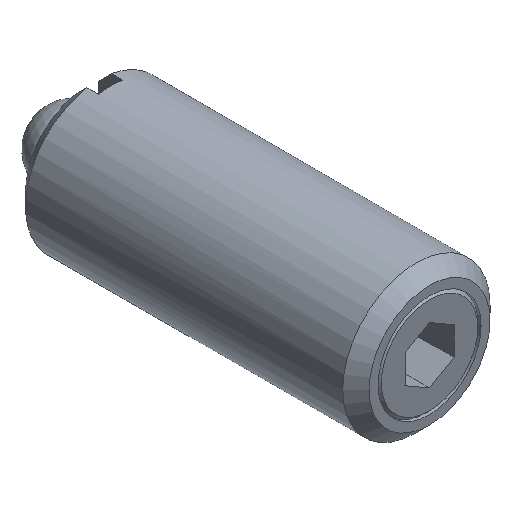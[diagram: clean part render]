
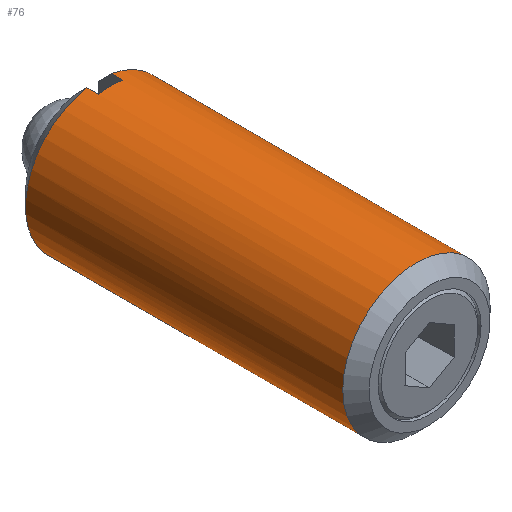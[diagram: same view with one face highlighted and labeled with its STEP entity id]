
A CAD part, isometric view. The second image highlights one B-rep face of the part: STEP entity #76.
In plain terms, the highlighted cylindrical face has radius 6 mm (diameter 12 mm), a full revolution.
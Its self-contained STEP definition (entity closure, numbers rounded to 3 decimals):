
#76 = ADVANCED_FACE( '', ( #184, #185 ), #186, .T. );
#184 = FACE_OUTER_BOUND( '', #329, .T. );
#185 = FACE_OUTER_BOUND( '', #330, .T. );
#186 = CYLINDRICAL_SURFACE( '', #331, 6. );
#329 = EDGE_LOOP( '', ( #493 ) );
#330 = EDGE_LOOP( '', ( #494, #495, #496, #497, #498, #499, #500, #501, #502, #503, #504, #505, #506, #507, #508, #509 ) );
#331 = AXIS2_PLACEMENT_3D( '', #510, #511, #512 );
#493 = ORIENTED_EDGE( '', *, *, #836, .F. );
#494 = ORIENTED_EDGE( '', *, *, #837, .F. );
#495 = ORIENTED_EDGE( '', *, *, #838, .T. );
#496 = ORIENTED_EDGE( '', *, *, #839, .T. );
#497 = ORIENTED_EDGE( '', *, *, #840, .T. );
#498 = ORIENTED_EDGE( '', *, *, #841, .T. );
#499 = ORIENTED_EDGE( '', *, *, #842, .F. );
#500 = ORIENTED_EDGE( '', *, *, #843, .F. );
#501 = ORIENTED_EDGE( '', *, *, #844, .F. );
#502 = ORIENTED_EDGE( '', *, *, #845, .T. );
#503 = ORIENTED_EDGE( '', *, *, #846, .F. );
#504 = ORIENTED_EDGE( '', *, *, #847, .F. );
#505 = ORIENTED_EDGE( '', *, *, #848, .F. );
#506 = ORIENTED_EDGE( '', *, *, #849, .T. );
#507 = ORIENTED_EDGE( '', *, *, #850, .F. );
#508 = ORIENTED_EDGE( '', *, *, #851, .F. );
#509 = ORIENTED_EDGE( '', *, *, #823, .F. );
#510 = CARTESIAN_POINT( '', ( 0., 0., 0. ) );
#511 = DIRECTION( '', ( 0., 1., 0. ) );
#512 = DIRECTION( '', ( 0., 0., -1. ) );
#823 = EDGE_CURVE( '', #969, #970, #971, .F. );
#836 = EDGE_CURVE( '', #992, #992, #993, .T. );
#837 = EDGE_CURVE( '', #994, #969, #995, .T. );
#838 = EDGE_CURVE( '', #994, #996, #997, .F. );
#839 = EDGE_CURVE( '', #996, #998, #999, .F. );
#840 = EDGE_CURVE( '', #998, #1000, #1001, .F. );
#841 = EDGE_CURVE( '', #1000, #1002, #1003, .T. );
#842 = EDGE_CURVE( '', #1004, #1002, #1005, .F. );
#843 = EDGE_CURVE( '', #1006, #1004, #1007, .T. );
#844 = EDGE_CURVE( '', #1008, #1006, #1009, .T. );
#845 = EDGE_CURVE( '', #1008, #1010, #1011, .T. );
#846 = EDGE_CURVE( '', #1012, #1010, #1013, .F. );
#847 = EDGE_CURVE( '', #1014, #1012, #1015, .T. );
#848 = EDGE_CURVE( '', #1016, #1014, #1017, .T. );
#849 = EDGE_CURVE( '', #1016, #1018, #1019, .T. );
#850 = EDGE_CURVE( '', #1020, #1018, #1021, .F. );
#851 = EDGE_CURVE( '', #970, #1020, #1022, .F. );
#969 = VERTEX_POINT( '', #1179 );
#970 = VERTEX_POINT( '', #1180 );
#971 = LINE( '', #1181, #1182 );
#992 = VERTEX_POINT( '', #1211 );
#993 = CIRCLE( '', #1212, 6. );
#994 = VERTEX_POINT( '', #1213 );
#995 = CIRCLE( '', #1214, 6. );
#996 = VERTEX_POINT( '', #1215 );
#997 = LINE( '', #1216, #1217 );
#998 = VERTEX_POINT( '', #1218 );
#999 = LINE( '', #1219, #1220 );
#1000 = VERTEX_POINT( '', #1221 );
#1001 = LINE( '', #1222, #1223 );
#1002 = VERTEX_POINT( '', #1224 );
#1003 = CIRCLE( '', #1225, 6. );
#1004 = VERTEX_POINT( '', #1226 );
#1005 = LINE( '', #1227, #1228 );
#1006 = VERTEX_POINT( '', #1229 );
#1007 = CIRCLE( '', #1230, 6. );
#1008 = VERTEX_POINT( '', #1231 );
#1009 = LINE( '', #1232, #1233 );
#1010 = VERTEX_POINT( '', #1234 );
#1011 = CIRCLE( '', #1235, 6. );
#1012 = VERTEX_POINT( '', #1236 );
#1013 = LINE( '', #1237, #1238 );
#1014 = VERTEX_POINT( '', #1239 );
#1015 = CIRCLE( '', #1240, 6. );
#1016 = VERTEX_POINT( '', #1241 );
#1017 = LINE( '', #1242, #1243 );
#1018 = VERTEX_POINT( '', #1244 );
#1019 = CIRCLE( '', #1245, 6. );
#1020 = VERTEX_POINT( '', #1246 );
#1021 = LINE( '', #1247, #1248 );
#1022 = LINE( '', #1249, #1250 );
#1179 = CARTESIAN_POINT( '', ( 5.975, 13., -0.55 ) );
#1180 = CARTESIAN_POINT( '', ( 5.975, 14.5, -0.55 ) );
#1181 = CARTESIAN_POINT( '', ( 5.975, 0., -0.55 ) );
#1182 = VECTOR( '', #1445, 1000. );
#1211 = CARTESIAN_POINT( '', ( 0., 1.074, -6. ) );
#1212 = AXIS2_PLACEMENT_3D( '', #1460, #1461, #1462 );
#1213 = CARTESIAN_POINT( '', ( 5.975, 13., 0.55 ) );
#1214 = AXIS2_PLACEMENT_3D( '', #1463, #1464, #1465 );
#1215 = CARTESIAN_POINT( '', ( 5.975, 14.5, 0.55 ) );
#1216 = CARTESIAN_POINT( '', ( 5.975, 0., 0.55 ) );
#1217 = VECTOR( '', #1466, 1000. );
#1218 = CARTESIAN_POINT( '', ( 5.975, 24.5, 0.55 ) );
#1219 = CARTESIAN_POINT( '', ( 5.975, 0., 0.55 ) );
#1220 = VECTOR( '', #1467, 1000. );
#1221 = CARTESIAN_POINT( '', ( 5.975, 26.927, 0.55 ) );
#1222 = CARTESIAN_POINT( '', ( 5.975, 0., 0.55 ) );
#1223 = VECTOR( '', #1468, 1000. );
#1224 = CARTESIAN_POINT( '', ( 1., 26.927, 5.916 ) );
#1225 = AXIS2_PLACEMENT_3D( '', #1469, #1470, #1471 );
#1226 = CARTESIAN_POINT( '', ( 1., 26., 5.916 ) );
#1227 = CARTESIAN_POINT( '', ( 1., 0., 5.916 ) );
#1228 = VECTOR( '', #1472, 1000. );
#1229 = CARTESIAN_POINT( '', ( -1., 26., 5.916 ) );
#1230 = AXIS2_PLACEMENT_3D( '', #1473, #1474, #1475 );
#1231 = CARTESIAN_POINT( '', ( -1., 26.927, 5.916 ) );
#1232 = CARTESIAN_POINT( '', ( -1., 0., 5.916 ) );
#1233 = VECTOR( '', #1476, 1000. );
#1234 = CARTESIAN_POINT( '', ( -1., 26.927, -5.916 ) );
#1235 = AXIS2_PLACEMENT_3D( '', #1477, #1478, #1479 );
#1236 = CARTESIAN_POINT( '', ( -1., 26., -5.916 ) );
#1237 = CARTESIAN_POINT( '', ( -1., 0., -5.916 ) );
#1238 = VECTOR( '', #1480, 1000. );
#1239 = CARTESIAN_POINT( '', ( 1., 26., -5.916 ) );
#1240 = AXIS2_PLACEMENT_3D( '', #1481, #1482, #1483 );
#1241 = CARTESIAN_POINT( '', ( 1., 26.927, -5.916 ) );
#1242 = CARTESIAN_POINT( '', ( 1., 0., -5.916 ) );
#1243 = VECTOR( '', #1484, 1000. );
#1244 = CARTESIAN_POINT( '', ( 5.975, 26.927, -0.55 ) );
#1245 = AXIS2_PLACEMENT_3D( '', #1485, #1486, #1487 );
#1246 = CARTESIAN_POINT( '', ( 5.975, 24.5, -0.55 ) );
#1247 = CARTESIAN_POINT( '', ( 5.975, 0., -0.55 ) );
#1248 = VECTOR( '', #1488, 1000. );
#1249 = CARTESIAN_POINT( '', ( 5.975, 0., -0.55 ) );
#1250 = VECTOR( '', #1489, 1000. );
#1445 = DIRECTION( '', ( 0., -1., 0. ) );
#1460 = CARTESIAN_POINT( '', ( 0., 1.074, 0. ) );
#1461 = DIRECTION( '', ( 0., -1., 0. ) );
#1462 = DIRECTION( '', ( 0., 0., -1. ) );
#1463 = CARTESIAN_POINT( '', ( 0., 13., 0. ) );
#1464 = DIRECTION( '', ( 0., 1., 0. ) );
#1465 = DIRECTION( '', ( 0., 0., 1. ) );
#1466 = DIRECTION( '', ( 0., -1., 0. ) );
#1467 = DIRECTION( '', ( 0., -1., 0. ) );
#1468 = DIRECTION( '', ( 0., -1., 0. ) );
#1469 = CARTESIAN_POINT( '', ( 0., 26.927, 0. ) );
#1470 = DIRECTION( '', ( 0., -1., 0. ) );
#1471 = DIRECTION( '', ( 0., 0., -1. ) );
#1472 = DIRECTION( '', ( 0., -1., 0. ) );
#1473 = CARTESIAN_POINT( '', ( 0., 26., 0. ) );
#1474 = DIRECTION( '', ( 0., 1., 0. ) );
#1475 = DIRECTION( '', ( 0., 0., 1. ) );
#1476 = DIRECTION( '', ( 0., -1., 0. ) );
#1477 = CARTESIAN_POINT( '', ( 0., 26.927, 0. ) );
#1478 = DIRECTION( '', ( 0., -1., 0. ) );
#1479 = DIRECTION( '', ( 0., 0., -1. ) );
#1480 = DIRECTION( '', ( 0., -1., 0. ) );
#1481 = CARTESIAN_POINT( '', ( 0., 26., 0. ) );
#1482 = DIRECTION( '', ( 0., 1., 0. ) );
#1483 = DIRECTION( '', ( 0., 0., 1. ) );
#1484 = DIRECTION( '', ( 0., -1., 0. ) );
#1485 = CARTESIAN_POINT( '', ( 0., 26.927, 0. ) );
#1486 = DIRECTION( '', ( 0., -1., 0. ) );
#1487 = DIRECTION( '', ( 0., 0., -1. ) );
#1488 = DIRECTION( '', ( 0., -1., 0. ) );
#1489 = DIRECTION( '', ( 0., -1., 0. ) );
